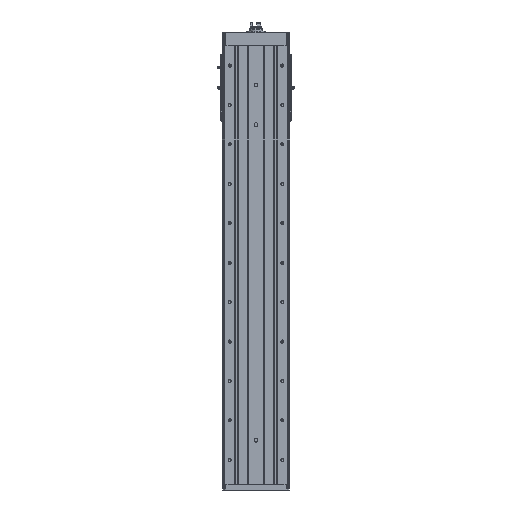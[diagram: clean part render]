
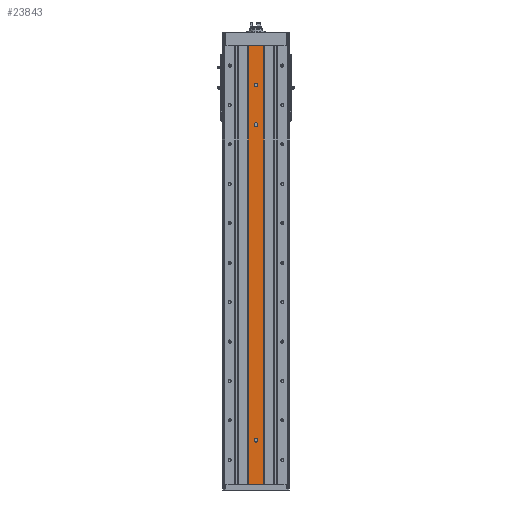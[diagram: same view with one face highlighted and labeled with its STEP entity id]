
A CAD part, front view. The second image highlights one B-rep face of the part: STEP entity #23843.
In plain terms, the highlighted planar face has unit normal (0, -1, 0).
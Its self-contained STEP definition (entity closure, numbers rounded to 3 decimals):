
#260=PLANE('',#25366);
#865=LINE('',#34696,#2259);
#947=LINE('',#34961,#2341);
#1086=LINE('',#35371,#2480);
#1087=LINE('',#35376,#2481);
#1088=LINE('',#35380,#2482);
#1089=LINE('',#35384,#2483);
#1090=LINE('',#35388,#2484);
#1091=LINE('',#35391,#2485);
#2259=VECTOR('',#28063,1000.);
#2341=VECTOR('',#28281,1000.);
#2480=VECTOR('',#28738,1000.);
#2481=VECTOR('',#28743,1000.);
#2482=VECTOR('',#28746,1000.);
#2483=VECTOR('',#28749,1000.);
#2484=VECTOR('',#28752,1000.);
#2485=VECTOR('',#28755,1000.);
#5071=ORIENTED_EDGE('',*,*,#10399,.T.);
#5072=ORIENTED_EDGE('',*,*,#10400,.T.);
#5073=ORIENTED_EDGE('',*,*,#10401,.T.);
#5074=ORIENTED_EDGE('',*,*,#10402,.T.);
#5075=ORIENTED_EDGE('',*,*,#10403,.T.);
#5076=ORIENTED_EDGE('',*,*,#10404,.T.);
#5077=ORIENTED_EDGE('',*,*,#10405,.T.);
#5078=ORIENTED_EDGE('',*,*,#10406,.T.);
#5079=ORIENTED_EDGE('',*,*,#10407,.F.);
#5080=ORIENTED_EDGE('',*,*,#10182,.F.);
#5081=ORIENTED_EDGE('',*,*,#10398,.F.);
#5082=ORIENTED_EDGE('',*,*,#10045,.T.);
#5083=ORIENTED_EDGE('',*,*,#10408,.T.);
#10045=EDGE_CURVE('',#12791,#12790,#865,.T.);
#10182=EDGE_CURVE('',#12905,#12906,#947,.T.);
#10398=EDGE_CURVE('',#12791,#12905,#1086,.T.);
#10399=EDGE_CURVE('',#13018,#13019,#14699,.F.);
#10400=EDGE_CURVE('',#13019,#13020,#1087,.T.);
#10401=EDGE_CURVE('',#13020,#13021,#14700,.F.);
#10402=EDGE_CURVE('',#13021,#13018,#1088,.T.);
#10403=EDGE_CURVE('',#13022,#13023,#14701,.F.);
#10404=EDGE_CURVE('',#13023,#13024,#1089,.T.);
#10405=EDGE_CURVE('',#13024,#13025,#14702,.F.);
#10406=EDGE_CURVE('',#13025,#13022,#1090,.T.);
#10407=EDGE_CURVE('',#13026,#13026,#14703,.T.);
#10408=EDGE_CURVE('',#12790,#12906,#1091,.T.);
#12790=VERTEX_POINT('',#34695);
#12791=VERTEX_POINT('',#34697);
#12905=VERTEX_POINT('',#34960);
#12906=VERTEX_POINT('',#34962);
#13018=VERTEX_POINT('',#35374);
#13019=VERTEX_POINT('',#35375);
#13020=VERTEX_POINT('',#35377);
#13021=VERTEX_POINT('',#35379);
#13022=VERTEX_POINT('',#35382);
#13023=VERTEX_POINT('',#35383);
#13024=VERTEX_POINT('',#35385);
#13025=VERTEX_POINT('',#35387);
#13026=VERTEX_POINT('',#35390);
#14699=CIRCLE('',#25367,4.);
#14700=CIRCLE('',#25368,4.);
#14701=CIRCLE('',#25369,4.);
#14702=CIRCLE('',#25370,4.);
#14703=CIRCLE('',#25371,4.3);
#15859=EDGE_LOOP('',(#5071,#5072,#5073,#5074));
#15860=EDGE_LOOP('',(#5075,#5076,#5077,#5078));
#15861=EDGE_LOOP('',(#5079));
#15862=EDGE_LOOP('',(#5080,#5081,#5082,#5083));
#17435=FACE_BOUND('',#15859,.T.);
#17436=FACE_BOUND('',#15860,.T.);
#17437=FACE_BOUND('',#15861,.T.);
#17438=FACE_BOUND('',#15862,.T.);
#23843=ADVANCED_FACE('',(#17435,#17436,#17437,#17438),#260,.T.);
#25366=AXIS2_PLACEMENT_3D('',#35372,#28739,#28740);
#25367=AXIS2_PLACEMENT_3D('',#35373,#28741,#28742);
#25368=AXIS2_PLACEMENT_3D('',#35378,#28744,#28745);
#25369=AXIS2_PLACEMENT_3D('',#35381,#28747,#28748);
#25370=AXIS2_PLACEMENT_3D('',#35386,#28750,#28751);
#25371=AXIS2_PLACEMENT_3D('',#35389,#28753,#28754);
#28063=DIRECTION('',(1.,0.,0.));
#28281=DIRECTION('',(1.,0.,0.));
#28738=DIRECTION('',(0.,0.,1.));
#28739=DIRECTION('',(0.,-1.,0.));
#28740=DIRECTION('',(0.,0.,-1.));
#28741=DIRECTION('',(0.,-1.,0.));
#28742=DIRECTION('',(0.,0.,-1.));
#28743=DIRECTION('',(0.,0.,1.));
#28744=DIRECTION('',(0.,-1.,0.));
#28745=DIRECTION('',(0.,0.,-1.));
#28746=DIRECTION('',(0.,0.,-1.));
#28747=DIRECTION('',(0.,-1.,0.));
#28748=DIRECTION('',(0.,0.,-1.));
#28749=DIRECTION('',(0.,0.,1.));
#28750=DIRECTION('',(0.,-1.,0.));
#28751=DIRECTION('',(0.,0.,-1.));
#28752=DIRECTION('',(0.,0.,-1.));
#28753=DIRECTION('',(0.,-1.,0.));
#28754=DIRECTION('',(0.,0.,-1.));
#28755=DIRECTION('',(0.,0.,1.));
#34695=CARTESIAN_POINT('',(19.379,0.5,-1113.));
#34696=CARTESIAN_POINT('',(-19.379,0.5,-1113.));
#34697=CARTESIAN_POINT('',(-19.379,0.5,-1113.));
#34960=CARTESIAN_POINT('',(-19.379,0.5,0.));
#34961=CARTESIAN_POINT('',(-19.379,0.5,0.));
#34962=CARTESIAN_POINT('',(19.379,0.5,0.));
#35371=CARTESIAN_POINT('',(-19.379,0.5,-1113.));
#35372=CARTESIAN_POINT('',(-19.379,0.5,-1113.));
#35373=CARTESIAN_POINT('',(0.,0.5,-1001.));
#35374=CARTESIAN_POINT('',(4.,0.5,-1001.));
#35375=CARTESIAN_POINT('',(-4.,0.5,-1001.));
#35376=CARTESIAN_POINT('',(-4.,0.5,-1113.));
#35377=CARTESIAN_POINT('',(-4.,0.5,-999.));
#35378=CARTESIAN_POINT('',(0.,0.5,-999.));
#35379=CARTESIAN_POINT('',(4.,0.5,-999.));
#35380=CARTESIAN_POINT('',(4.,0.5,-1113.));
#35381=CARTESIAN_POINT('',(0.,0.5,-201.));
#35382=CARTESIAN_POINT('',(4.,0.5,-201.));
#35383=CARTESIAN_POINT('',(-4.,0.5,-201.));
#35384=CARTESIAN_POINT('',(-4.,0.5,-1113.));
#35385=CARTESIAN_POINT('',(-4.,0.5,-199.));
#35386=CARTESIAN_POINT('',(0.,0.5,-199.));
#35387=CARTESIAN_POINT('',(4.,0.5,-199.));
#35388=CARTESIAN_POINT('',(4.,0.5,-1113.));
#35389=CARTESIAN_POINT('',(0.,0.5,-100.));
#35390=CARTESIAN_POINT('',(0.,0.5,-104.3));
#35391=CARTESIAN_POINT('',(19.379,0.5,-1113.));
